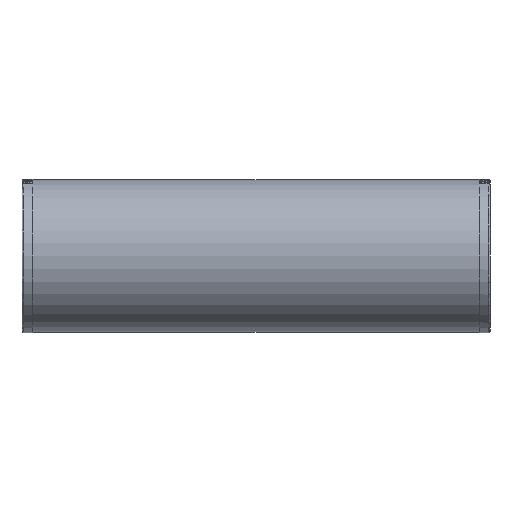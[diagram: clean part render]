
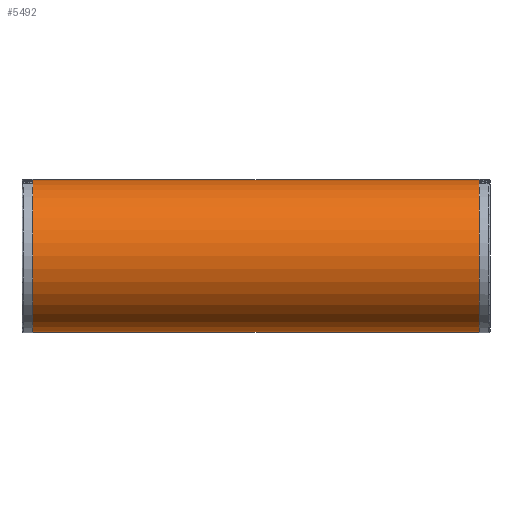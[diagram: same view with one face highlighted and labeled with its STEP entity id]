
A CAD part, front view. The second image highlights one B-rep face of the part: STEP entity #5492.
In plain terms, the highlighted cylindrical face has radius 40.107 mm (diameter 80.213 mm), a full revolution.
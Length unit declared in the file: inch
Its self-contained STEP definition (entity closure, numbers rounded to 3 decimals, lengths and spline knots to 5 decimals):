
#985=FACE_BOUND('',#1702,.T.);
#1088=CIRCLE('',#5745,1.579);
#1089=CIRCLE('',#5747,1.579);
#1390=FACE_OUTER_BOUND('',#1701,.T.);
#1701=EDGE_LOOP('',(#5161));
#1702=EDGE_LOOP('',(#5162));
#2645=VERTEX_POINT('',#12882);
#2646=VERTEX_POINT('',#12885);
#3485=EDGE_CURVE('',#2645,#2645,#1088,.T.);
#3486=EDGE_CURVE('',#2646,#2646,#1089,.T.);
#5161=ORIENTED_EDGE('',*,*,#3486,.F.);
#5162=ORIENTED_EDGE('',*,*,#3485,.F.);
#5198=CYLINDRICAL_SURFACE('',#5748,1.579);
#5492=ADVANCED_FACE('',(#1390,#985),#5198,.T.);
#5745=AXIS2_PLACEMENT_3D('',#12883,#6565,#6566);
#5747=AXIS2_PLACEMENT_3D('',#12886,#6569,#6570);
#5748=AXIS2_PLACEMENT_3D('',#12887,#6571,#6572);
#6565=DIRECTION('center_axis',(1.,0.,0.));
#6566=DIRECTION('ref_axis',(0.,0.,1.));
#6569=DIRECTION('center_axis',(-1.,0.,0.));
#6570=DIRECTION('ref_axis',(0.,0.,1.));
#6571=DIRECTION('center_axis',(1.,0.,0.));
#6572=DIRECTION('ref_axis',(0.,0.,1.));
#12882=CARTESIAN_POINT('',(9.50125,0.,-1.579));
#12883=CARTESIAN_POINT('Origin',(9.50125,0.,0.));
#12885=CARTESIAN_POINT('',(0.21875,0.,-1.579));
#12886=CARTESIAN_POINT('Origin',(0.21875,0.,0.));
#12887=CARTESIAN_POINT('Origin',(0.21875,0.,0.));
